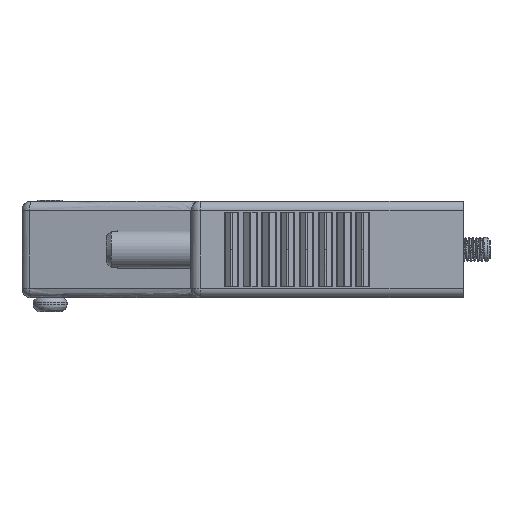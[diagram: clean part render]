
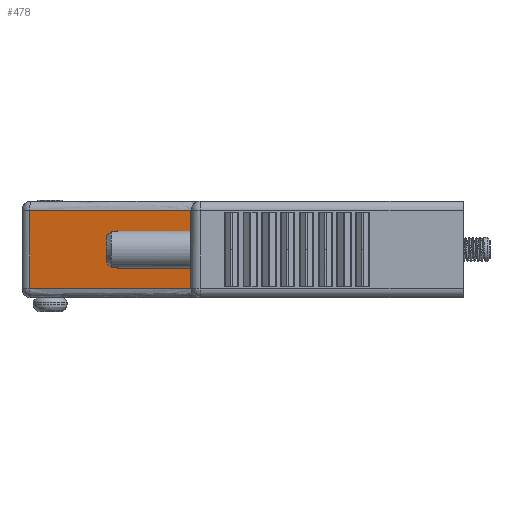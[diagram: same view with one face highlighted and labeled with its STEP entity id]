
A CAD part, left-side view. The second image highlights one B-rep face of the part: STEP entity #478.
In plain terms, the highlighted planar face has unit normal (-0.985, 0.174, 0).
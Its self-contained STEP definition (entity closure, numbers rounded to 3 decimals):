
#411=CARTESIAN_POINT('',(-44.04,23.502,-5.149));
#412=DIRECTION('',(-0.174,-0.985,0.));
#413=DIRECTION('',(-0.985,0.174,0.));
#414=AXIS2_PLACEMENT_3D('',#411,#413,#412);
#415=PLANE('',#414);
#416=CARTESIAN_POINT('',(-45.466,15.418,-5.149));
#417=VERTEX_POINT('',#416);
#418=CARTESIAN_POINT('',(-45.627,14.502,-4.335));
#419=VERTEX_POINT('',#418);
#420=CARTESIAN_POINT('',(-47.591,3.366,-5.147));
#421=DIRECTION('',(0.174,0.985,0.));
#422=DIRECTION('',(0.985,-0.174,0.));
#423=AXIS2_PLACEMENT_3D('',#420,#422,#421);
#424=ELLIPSE('',#423,12.237,2.125);
#425=TRIMMED_CURVE('',#424,(PARAMETER_VALUE(0.)),(PARAMETER_VALUE(0.392)),.T.,.PARAMETER.);
#426=EDGE_CURVE('',#417,#419,#425,.T.);
#427=ORIENTED_EDGE('',*,*,#426,.T.);
#428=CARTESIAN_POINT('',(-45.627,14.502,-0.997));
#429=VERTEX_POINT('',#428);
#430=CARTESIAN_POINT('',(-45.627,14.502,-4.335));
#431=DIRECTION('',(0.,0.,1.));
#432=VECTOR('',#431,3.338);
#433=LINE('',#430,#432);
#434=EDGE_CURVE('',#419,#429,#433,.T.);
#435=ORIENTED_EDGE('',*,*,#434,.T.);
#436=CARTESIAN_POINT('',(-42.599,31.676,-0.997));
#437=VERTEX_POINT('',#436);
#438=CARTESIAN_POINT('',(-45.627,14.502,-0.997));
#439=DIRECTION('',(0.174,0.985,0.));
#440=VECTOR('',#439,17.439);
#441=LINE('',#438,#440);
#442=EDGE_CURVE('',#429,#437,#441,.T.);
#443=ORIENTED_EDGE('',*,*,#442,.T.);
#444=CARTESIAN_POINT('',(-42.599,31.676,-9.3));
#445=VERTEX_POINT('',#444);
#446=CARTESIAN_POINT('',(-42.599,31.676,-0.997));
#447=DIRECTION('',(0.,0.,-1.));
#448=VECTOR('',#447,8.303);
#449=LINE('',#446,#448);
#450=EDGE_CURVE('',#437,#445,#449,.T.);
#451=ORIENTED_EDGE('',*,*,#450,.T.);
#452=CARTESIAN_POINT('',(-45.627,14.502,-9.3));
#453=VERTEX_POINT('',#452);
#454=CARTESIAN_POINT('',(-42.599,31.676,-9.3));
#455=DIRECTION('',(-0.174,-0.985,0.));
#456=VECTOR('',#455,17.439);
#457=LINE('',#454,#456);
#458=EDGE_CURVE('',#445,#453,#457,.T.);
#459=ORIENTED_EDGE('',*,*,#458,.T.);
#460=CARTESIAN_POINT('',(-45.627,14.502,-5.962));
#461=VERTEX_POINT('',#460);
#462=CARTESIAN_POINT('',(-45.627,14.502,-5.962));
#463=DIRECTION('',(0.,0.,-1.));
#464=VECTOR('',#463,3.338);
#465=LINE('',#462,#464);
#466=EDGE_CURVE('',#461,#453,#465,.T.);
#467=ORIENTED_EDGE('',*,*,#466,.F.);
#468=CARTESIAN_POINT('',(-47.591,3.366,-5.15));
#469=DIRECTION('',(0.174,0.985,0.));
#470=DIRECTION('',(0.985,-0.174,0.));
#471=AXIS2_PLACEMENT_3D('',#468,#470,#469);
#472=ELLIPSE('',#471,12.237,2.125);
#473=TRIMMED_CURVE('',#472,(PARAMETER_VALUE(5.891)),(PARAMETER_VALUE(0.)),.T.,.PARAMETER.);
#474=EDGE_CURVE('',#461,#417,#473,.T.);
#475=ORIENTED_EDGE('',*,*,#474,.T.);
#476=EDGE_LOOP('',(#427,#435,#443,#451,#459,#467,#475));
#477=FACE_OUTER_BOUND('',#476,.T.);
#478=ADVANCED_FACE('',(#477),#415,.T.);
